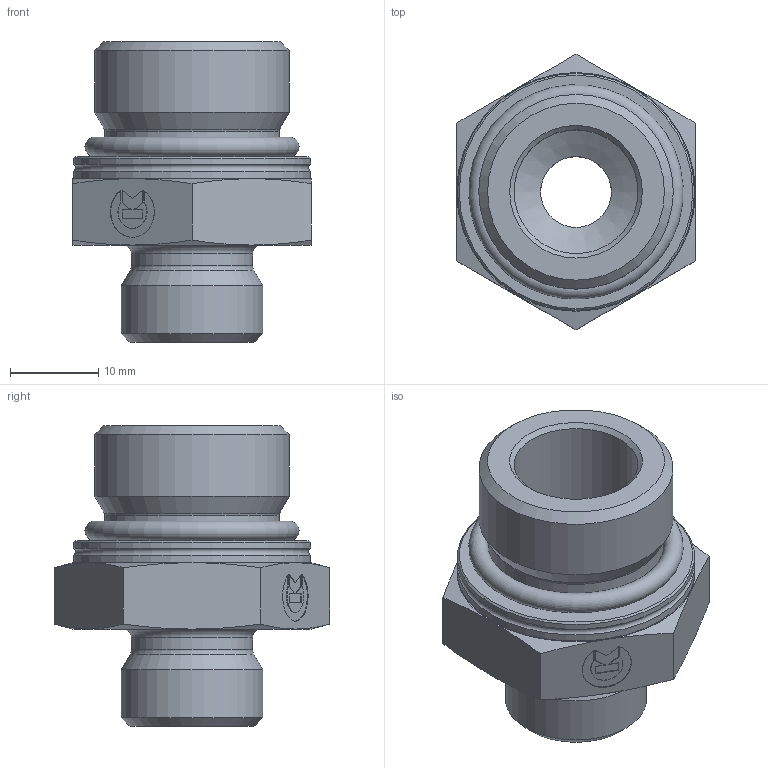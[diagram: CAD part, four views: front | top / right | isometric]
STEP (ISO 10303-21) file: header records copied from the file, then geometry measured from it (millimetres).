
FILE_DESCRIPTION((''),'2;1');
FILE_NAME('134102216.stp','2014-08-08T14:51:35',(''),('KNOMI spol. s r. o.'),'Autodesk Inventor 2012','Autodesk Inventor 2012','');
FILE_SCHEMA(('AUTOMOTIVE_DESIGN { 1 2 10303 214 0 1 1 1 }'));
Length unit declared in the file: millimetre
Products named in the file (3): PHFM2 10LM22 M22/M16; 135102216; 608022015
Assembly tree (2 placements, depth 2):
  PHFM2 10LM22 M22/M16
    135102216
    608022015
Bounding box: 27 x 31.18 x 34 mm (x, y, z)
Volume: 9018.4 mm3; surface area: 5171.6 mm2
Topology: 2 solids, 2 shells, 81 faces, 189 edges, 118 vertices
Faces by surface type: plane 42, cone 20, cylinder 13, torus 6
Full cylindrical faces by diameter (mm): 8 x1, 10 x1, 13.7 x1, 14 x1, 16 x1, 19.7 x1, 22 x1, 26.8 x2
Entity records: 2285 total; most frequent: CARTESIAN_POINT 407, DIRECTION 358, ORIENTED_EDGE 322, EDGE_CURVE 161, AXIS2_PLACEMENT_3D 135, EDGE_LOOP 113, VERTEX_POINT 112, VECTOR 88
